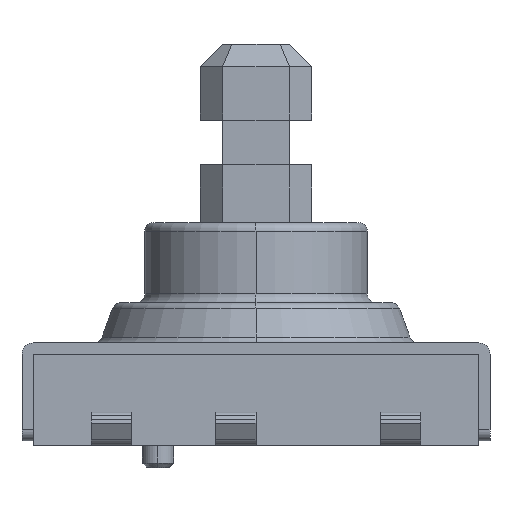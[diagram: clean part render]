
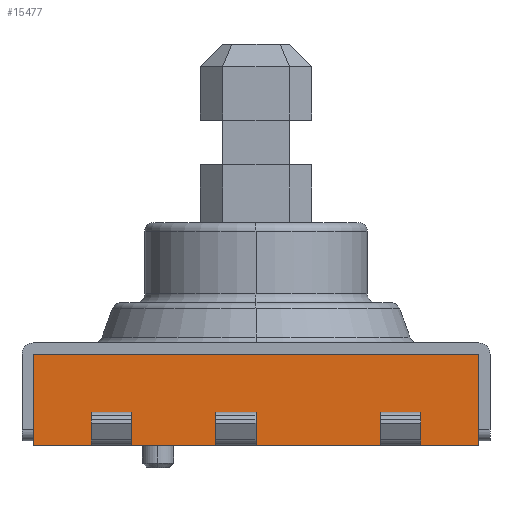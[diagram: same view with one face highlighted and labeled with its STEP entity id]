
A CAD part, left-side view. The second image highlights one B-rep face of the part: STEP entity #15477.
In plain terms, the highlighted planar face has unit normal (-1, 0, 0).
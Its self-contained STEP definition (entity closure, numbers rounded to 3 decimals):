
#171 = LINE ( 'NONE', #15526, #3039 ) ;
#194 = EDGE_LOOP ( 'NONE', ( #14577, #2628, #11496, #7278 ) ) ;
#442 = CARTESIAN_POINT ( 'NONE',  ( -5., 0.9, 0.6 ) ) ;
#451 = CARTESIAN_POINT ( 'NONE',  ( -5., -3.7, 0.75 ) ) ;
#834 = EDGE_LOOP ( 'NONE', ( #9904, #14459, #5523, #7170 ) ) ;
#1055 = LINE ( 'NONE', #2535, #5979 ) ;
#1076 = ORIENTED_EDGE ( 'NONE', *, *, #10720, .F. ) ;
#1098 = VERTEX_POINT ( 'NONE', #16985 ) ;
#1309 = CARTESIAN_POINT ( 'NONE',  ( -5., 0., 0.6 ) ) ;
#1425 = CARTESIAN_POINT ( 'NONE',  ( -5., 3.7, 0.6 ) ) ;
#1447 = EDGE_CURVE ( 'NONE', #11246, #7512, #10130, .T. ) ;
#1484 = LINE ( 'NONE', #13912, #6289 ) ;
#1503 = ORIENTED_EDGE ( 'NONE', *, *, #12859, .F. ) ;
#2129 = EDGE_CURVE ( 'NONE', #18244, #14210, #4653, .T. ) ;
#2454 = DIRECTION ( 'NONE',  ( 0., 0., 1. ) ) ;
#2535 = CARTESIAN_POINT ( 'NONE',  ( -5., 2.8, 0.6 ) ) ;
#2618 = DIRECTION ( 'NONE',  ( 0., 0., 1. ) ) ;
#2628 = ORIENTED_EDGE ( 'NONE', *, *, #17523, .T. ) ;
#2658 = DIRECTION ( 'NONE',  ( 0., -1., 0. ) ) ;
#2676 = DIRECTION ( 'NONE',  ( 0., 0., -1. ) ) ;
#2952 = FACE_OUTER_BOUND ( 'NONE', #4115, .T. ) ;
#2965 = CARTESIAN_POINT ( 'NONE',  ( -5., -5., 2.05 ) ) ;
#3022 = CARTESIAN_POINT ( 'NONE',  ( -5., 0.9, 0.6 ) ) ;
#3039 = VECTOR ( 'NONE', #2658, 1000. ) ;
#3172 = VECTOR ( 'NONE', #6077, 1000. ) ;
#3189 = EDGE_CURVE ( 'NONE', #7202, #18231, #171, .T. ) ;
#3328 = CARTESIAN_POINT ( 'NONE',  ( -5., 0.9, 0.75 ) ) ;
#3635 = VECTOR ( 'NONE', #7040, 1000. ) ;
#3800 = EDGE_CURVE ( 'NONE', #8717, #1098, #12048, .T. ) ;
#4115 = EDGE_LOOP ( 'NONE', ( #15105, #8096, #12544, #12922 ) ) ;
#4325 = CARTESIAN_POINT ( 'NONE',  ( -5., -2.8, 0.6 ) ) ;
#4521 = DIRECTION ( 'NONE',  ( 1., 0., 0. ) ) ;
#4566 = DIRECTION ( 'NONE',  ( 0., -1., 0. ) ) ;
#4571 = VECTOR ( 'NONE', #4967, 1000. ) ;
#4653 = LINE ( 'NONE', #16026, #9995 ) ;
#4958 = DIRECTION ( 'NONE',  ( 0., 0., 1. ) ) ;
#4967 = DIRECTION ( 'NONE',  ( 0., -1., 0. ) ) ;
#5287 = DIRECTION ( 'NONE',  ( 0., -1., 0. ) ) ;
#5523 = ORIENTED_EDGE ( 'NONE', *, *, #13220, .T. ) ;
#5979 = VECTOR ( 'NONE', #2618, 1000. ) ;
#6077 = DIRECTION ( 'NONE',  ( 0., 0., 1. ) ) ;
#6289 = VECTOR ( 'NONE', #11218, 1000. ) ;
#6925 = VERTEX_POINT ( 'NONE', #13219 ) ;
#7040 = DIRECTION ( 'NONE',  ( 0., -1., 0. ) ) ;
#7065 = DIRECTION ( 'NONE',  ( 0., 1., 0. ) ) ;
#7134 = VERTEX_POINT ( 'NONE', #16456 ) ;
#7138 = DIRECTION ( 'NONE',  ( 0., 0., 1. ) ) ;
#7170 = ORIENTED_EDGE ( 'NONE', *, *, #3800, .F. ) ;
#7202 = VERTEX_POINT ( 'NONE', #10213 ) ;
#7278 = ORIENTED_EDGE ( 'NONE', *, *, #17887, .F. ) ;
#7381 = VECTOR ( 'NONE', #7138, 1000. ) ;
#7422 = CARTESIAN_POINT ( 'NONE',  ( -5., 2.8, 0.75 ) ) ;
#7436 = AXIS2_PLACEMENT_3D ( 'NONE', #10057, #4521, #2676 ) ;
#7512 = VERTEX_POINT ( 'NONE', #3328 ) ;
#7533 = CARTESIAN_POINT ( 'NONE',  ( -5., -2.8, 0.6 ) ) ;
#8004 = VERTEX_POINT ( 'NONE', #13178 ) ;
#8090 = LINE ( 'NONE', #1425, #16859 ) ;
#8096 = ORIENTED_EDGE ( 'NONE', *, *, #15632, .F. ) ;
#8121 = VECTOR ( 'NONE', #7065, 1000. ) ;
#8123 = VERTEX_POINT ( 'NONE', #10901 ) ;
#8357 = VERTEX_POINT ( 'NONE', #12349 ) ;
#8446 = EDGE_CURVE ( 'NONE', #15733, #16297, #12787, .T. ) ;
#8503 = EDGE_CURVE ( 'NONE', #9786, #6925, #17661, .T. ) ;
#8717 = VERTEX_POINT ( 'NONE', #1309 ) ;
#8736 = VECTOR ( 'NONE', #4566, 1000. ) ;
#9114 = DIRECTION ( 'NONE',  ( 0., 0., -1. ) ) ;
#9439 = DIRECTION ( 'NONE',  ( 0., 0., 1. ) ) ;
#9714 = LINE ( 'NONE', #15083, #14574 ) ;
#9786 = VERTEX_POINT ( 'NONE', #16377 ) ;
#9903 = LINE ( 'NONE', #2965, #3635 ) ;
#9904 = ORIENTED_EDGE ( 'NONE', *, *, #18243, .F. ) ;
#9995 = VECTOR ( 'NONE', #17456, 1000. ) ;
#10057 = CARTESIAN_POINT ( 'NONE',  ( -5., -5., 2.05 ) ) ;
#10130 = LINE ( 'NONE', #442, #3172 ) ;
#10169 = VECTOR ( 'NONE', #9114, 1000. ) ;
#10200 = CARTESIAN_POINT ( 'NONE',  ( -5., -5., 0. ) ) ;
#10210 = VECTOR ( 'NONE', #9439, 1000. ) ;
#10213 = CARTESIAN_POINT ( 'NONE',  ( -5., 3.7, 0.6 ) ) ;
#10583 = LINE ( 'NONE', #7533, #12495 ) ;
#10720 = EDGE_CURVE ( 'NONE', #15733, #7134, #15562, .T. ) ;
#10901 = CARTESIAN_POINT ( 'NONE',  ( -5., -2.8, 0.75 ) ) ;
#11021 = CARTESIAN_POINT ( 'NONE',  ( -5., 2.8, 0.6 ) ) ;
#11207 = ORIENTED_EDGE ( 'NONE', *, *, #8446, .T. ) ;
#11218 = DIRECTION ( 'NONE',  ( 0., 0., -1. ) ) ;
#11246 = VERTEX_POINT ( 'NONE', #3022 ) ;
#11318 = ORIENTED_EDGE ( 'NONE', *, *, #16757, .T. ) ;
#11381 = FACE_BOUND ( 'NONE', #834, .T. ) ;
#11407 = CARTESIAN_POINT ( 'NONE',  ( -5., -3.7, 0.6 ) ) ;
#11496 = ORIENTED_EDGE ( 'NONE', *, *, #2129, .T. ) ;
#11807 = CARTESIAN_POINT ( 'NONE',  ( -5., 5., 2.05 ) ) ;
#11999 = LINE ( 'NONE', #17682, #4571 ) ;
#12048 = LINE ( 'NONE', #13599, #10210 ) ;
#12349 = CARTESIAN_POINT ( 'NONE',  ( -5., 5., 2.05 ) ) ;
#12492 = CARTESIAN_POINT ( 'NONE',  ( -5., 3.7, 0.75 ) ) ;
#12495 = VECTOR ( 'NONE', #4958, 1000. ) ;
#12544 = ORIENTED_EDGE ( 'NONE', *, *, #18321, .F. ) ;
#12787 = LINE ( 'NONE', #13921, #8121 ) ;
#12846 = FACE_BOUND ( 'NONE', #194, .T. ) ;
#12859 = EDGE_CURVE ( 'NONE', #7134, #8123, #13199, .T. ) ;
#12922 = ORIENTED_EDGE ( 'NONE', *, *, #16729, .T. ) ;
#13178 = CARTESIAN_POINT ( 'NONE',  ( -5., -5., 2.05 ) ) ;
#13199 = LINE ( 'NONE', #451, #14876 ) ;
#13219 = CARTESIAN_POINT ( 'NONE',  ( -5., -5., 0. ) ) ;
#13220 = EDGE_CURVE ( 'NONE', #7512, #1098, #11999, .T. ) ;
#13599 = CARTESIAN_POINT ( 'NONE',  ( -5., 0., 0.6 ) ) ;
#13912 = CARTESIAN_POINT ( 'NONE',  ( -5., -5., 2.05 ) ) ;
#13921 = CARTESIAN_POINT ( 'NONE',  ( -5., -3.7, 0.6 ) ) ;
#14210 = VERTEX_POINT ( 'NONE', #7422 ) ;
#14310 = EDGE_LOOP ( 'NONE', ( #1503, #1076, #11207, #11318 ) ) ;
#14459 = ORIENTED_EDGE ( 'NONE', *, *, #1447, .T. ) ;
#14574 = VECTOR ( 'NONE', #5287, 1000. ) ;
#14577 = ORIENTED_EDGE ( 'NONE', *, *, #3189, .F. ) ;
#14876 = VECTOR ( 'NONE', #17416, 1000. ) ;
#15083 = CARTESIAN_POINT ( 'NONE',  ( -5., 0.9, 0.6 ) ) ;
#15105 = ORIENTED_EDGE ( 'NONE', *, *, #8503, .T. ) ;
#15446 = PLANE ( 'NONE',  #7436 ) ;
#15477 = ADVANCED_FACE ( 'NONE', ( #11381, #15721, #12846, #2952 ), #15446, .F. ) ;
#15526 = CARTESIAN_POINT ( 'NONE',  ( -5., 3.7, 0.6 ) ) ;
#15562 = LINE ( 'NONE', #17163, #7381 ) ;
#15632 = EDGE_CURVE ( 'NONE', #8004, #6925, #1484, .T. ) ;
#15721 = FACE_BOUND ( 'NONE', #14310, .T. ) ;
#15733 = VERTEX_POINT ( 'NONE', #11407 ) ;
#16026 = CARTESIAN_POINT ( 'NONE',  ( -5., 3.7, 0.75 ) ) ;
#16297 = VERTEX_POINT ( 'NONE', #4325 ) ;
#16377 = CARTESIAN_POINT ( 'NONE',  ( -5., 5., 0. ) ) ;
#16456 = CARTESIAN_POINT ( 'NONE',  ( -5., -3.7, 0.75 ) ) ;
#16729 = EDGE_CURVE ( 'NONE', #8357, #9786, #17752, .T. ) ;
#16757 = EDGE_CURVE ( 'NONE', #16297, #8123, #10583, .T. ) ;
#16859 = VECTOR ( 'NONE', #2454, 1000. ) ;
#16985 = CARTESIAN_POINT ( 'NONE',  ( -5., 0., 0.75 ) ) ;
#17163 = CARTESIAN_POINT ( 'NONE',  ( -5., -3.7, 0.6 ) ) ;
#17416 = DIRECTION ( 'NONE',  ( 0., 1., 0. ) ) ;
#17456 = DIRECTION ( 'NONE',  ( 0., -1., 0. ) ) ;
#17523 = EDGE_CURVE ( 'NONE', #7202, #18244, #8090, .T. ) ;
#17661 = LINE ( 'NONE', #10200, #8736 ) ;
#17682 = CARTESIAN_POINT ( 'NONE',  ( -5., 0.9, 0.75 ) ) ;
#17752 = LINE ( 'NONE', #11807, #10169 ) ;
#17887 = EDGE_CURVE ( 'NONE', #18231, #14210, #1055, .T. ) ;
#18231 = VERTEX_POINT ( 'NONE', #11021 ) ;
#18243 = EDGE_CURVE ( 'NONE', #11246, #8717, #9714, .T. ) ;
#18244 = VERTEX_POINT ( 'NONE', #12492 ) ;
#18321 = EDGE_CURVE ( 'NONE', #8357, #8004, #9903, .T. ) ;
